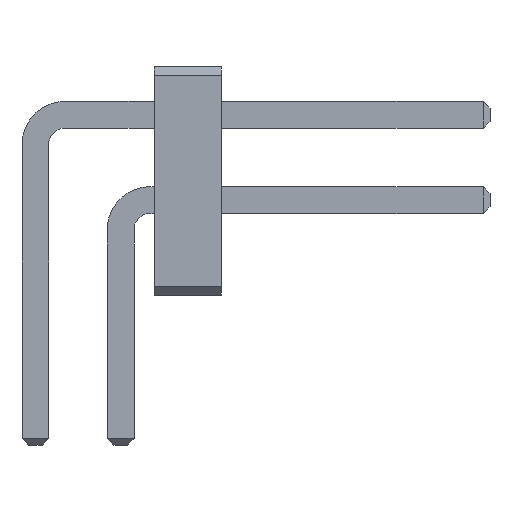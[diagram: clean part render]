
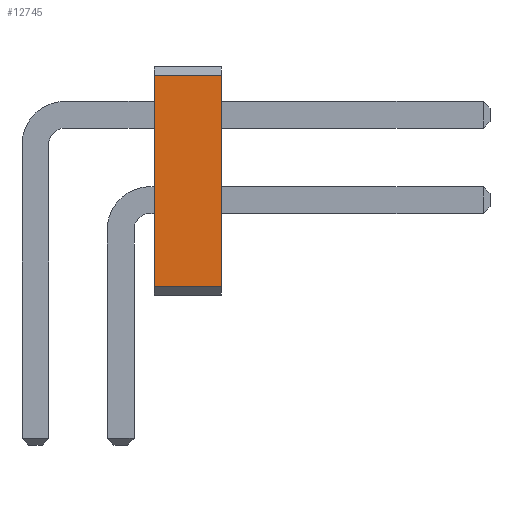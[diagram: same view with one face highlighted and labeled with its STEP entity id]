
A CAD part, front view. The second image highlights one B-rep face of the part: STEP entity #12745.
In plain terms, the highlighted planar face has unit normal (0, -1, 0).
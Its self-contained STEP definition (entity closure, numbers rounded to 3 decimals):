
#983 = VERTEX_POINT('',#984);
#984 = CARTESIAN_POINT('',(2.77,-47.625,2.708));
#990 = EDGE_CURVE('',#991,#983,#993,.T.);
#991 = VERTEX_POINT('',#992);
#992 = CARTESIAN_POINT('',(2.77,-47.625,-0.438));
#993 = LINE('',#994,#995);
#994 = CARTESIAN_POINT('',(2.77,-47.625,-0.565));
#995 = VECTOR('',#996,1.);
#996 = DIRECTION('',(0.,0.,1.));
#5431 = VERTEX_POINT('',#5432);
#5432 = CARTESIAN_POINT('',(1.77,-47.625,-0.438));
#5438 = EDGE_CURVE('',#5431,#5439,#5441,.T.);
#5439 = VERTEX_POINT('',#5440);
#5440 = CARTESIAN_POINT('',(1.77,-47.625,2.708));
#5441 = LINE('',#5442,#5443);
#5442 = CARTESIAN_POINT('',(1.77,-47.625,-0.565));
#5443 = VECTOR('',#5444,1.);
#5444 = DIRECTION('',(0.,0.,1.));
#12735 = EDGE_CURVE('',#991,#5431,#12736,.T.);
#12736 = LINE('',#12737,#12738);
#12737 = CARTESIAN_POINT('',(2.77,-47.625,-0.438));
#12738 = VECTOR('',#12739,1.);
#12739 = DIRECTION('',(-1.,0.,0.));
#12745 = ADVANCED_FACE('',(#12746),#12757,.F.);
#12746 = FACE_BOUND('',#12747,.F.);
#12747 = EDGE_LOOP('',(#12748,#12749,#12750,#12751));
#12748 = ORIENTED_EDGE('',*,*,#990,.F.);
#12749 = ORIENTED_EDGE('',*,*,#12735,.T.);
#12750 = ORIENTED_EDGE('',*,*,#5438,.T.);
#12751 = ORIENTED_EDGE('',*,*,#12752,.F.);
#12752 = EDGE_CURVE('',#983,#5439,#12753,.T.);
#12753 = LINE('',#12754,#12755);
#12754 = CARTESIAN_POINT('',(2.77,-47.625,2.708));
#12755 = VECTOR('',#12756,1.);
#12756 = DIRECTION('',(-1.,0.,0.));
#12757 = PLANE('',#12758);
#12758 = AXIS2_PLACEMENT_3D('',#12759,#12760,#12761);
#12759 = CARTESIAN_POINT('',(2.77,-47.625,-0.565));
#12760 = DIRECTION('',(0.,1.,0.));
#12761 = DIRECTION('',(0.,0.,1.));
